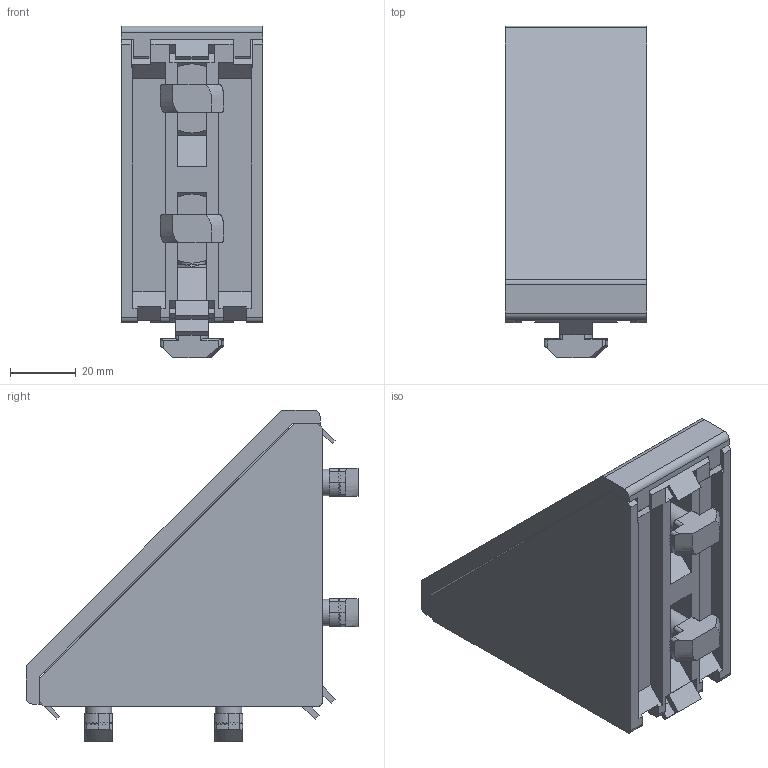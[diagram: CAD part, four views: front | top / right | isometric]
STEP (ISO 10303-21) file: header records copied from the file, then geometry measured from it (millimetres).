
FILE_DESCRIPTION(/* description */ (''),/* implementation_level */ '2;1');
FILE_NAME(/* name */ '1025387.stp',/* time_stamp */ '2024-07-25T09:21:48+02:00',/* author */ ('Bo'),/* organization */ (''),/* preprocessor_version */ 'ST-DEVELOPER v20',/* originating_system */ 'Autodesk Inventor 2025',/* authorisation */ ' ');
FILE_SCHEMA (('AUTOMOTIVE_DESIGN { 1 0 10303 214 3 1 1 }'));
Length unit declared in the file: millimetre
Products named in the file (11): 1025387; 1025387-1; 1025387-2; 1025387-3; 1025387-4; 1025387-5; 1025387-6; 1025387-7; 1025387-8; 1025387-9; 1025387-10
Assembly tree (10 placements, depth 2):
  1025387
    1025387-1
    1025387-2
    1025387-3
    1025387-4
    1025387-5
    1025387-6
    1025387-7
    1025387-8
    1025387-9
    1025387-10
Bounding box: 43 x 100.8 x 100.8 mm (x, y, z)
Volume: 103825.2 mm3; surface area: 56927.5 mm2
Topology: 10 solids, 10 shells, 532 faces, 1466 edges, 960 vertices
Faces by surface type: plane 361, cylinder 131, cone 28, bspline 8, sphere 4
Full cylindrical faces by diameter (mm): 6.647 x4, 8 x4, 21 x4
Entity records: 18235 total; most frequent: CARTESIAN_POINT 4267, ORIENTED_EDGE 2932, DIRECTION 2762, EDGE_CURVE 1466, VERTEX_POINT 960, LINE 940, VECTOR 940, AXIS2_PLACEMENT_3D 911
